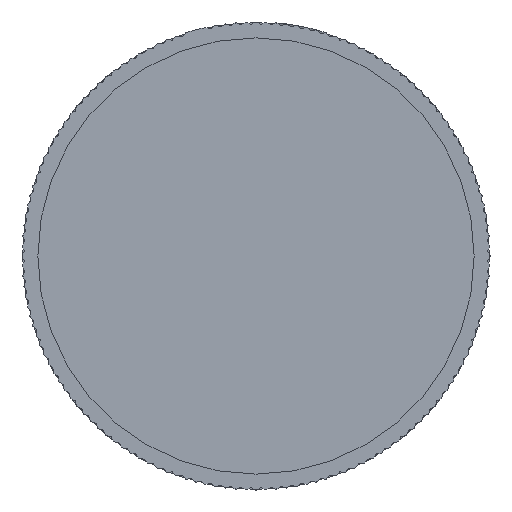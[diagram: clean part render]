
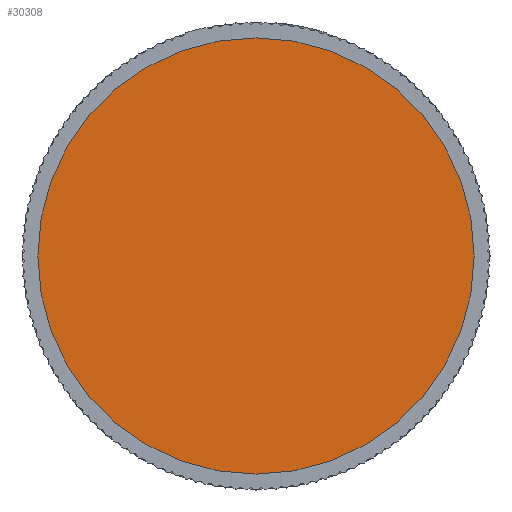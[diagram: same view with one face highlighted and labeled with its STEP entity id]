
A CAD part, front view. The second image highlights one B-rep face of the part: STEP entity #30308.
In plain terms, the highlighted planar face has unit normal (0, -1, 0).
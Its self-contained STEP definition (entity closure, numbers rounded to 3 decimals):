
#15921=CARTESIAN_POINT('',(0.,9.6,0.));
#15922=DIRECTION('',(0.,-1.,0.));
#15923=DIRECTION('',(1.,0.,0.));
#15924=AXIS2_PLACEMENT_3D('',#15921,#15922,#15923);
#15929=CARTESIAN_POINT('',(0.,9.6,0.));
#15930=DIRECTION('',(0.,-1.,0.));
#15931=DIRECTION('',(-1.,0.,0.));
#15932=AXIS2_PLACEMENT_3D('',#15929,#15930,#15931);
#18849=CARTESIAN_POINT('',(32.7,9.6,0.));
#18851=VERTEX_POINT('',#18849);
#18853=CARTESIAN_POINT('',(-32.7,9.6,0.));
#18855=VERTEX_POINT('',#18853);
#30299=CARTESIAN_POINT('',(31.513,9.6,0.));
#30300=DIRECTION('',(0.,-1.,0.));
#30301=DIRECTION('',(0.,0.,-1.));
#30302=AXIS2_PLACEMENT_3D('',#30299,#30300,#30301);
#30303=PLANE('',#30302);
#30304=ORIENTED_EDGE('',*,*,#30293,.F.);
#30305=ORIENTED_EDGE('',*,*,#30279,.F.);
#30306=EDGE_LOOP('',(#30304,#30305));
#30307=FACE_OUTER_BOUND('',#30306,.F.);
#30308=ADVANCED_FACE('',(#30307),#30303,.T.);
#15925=CIRCLE('',#15924,32.7);
#15933=CIRCLE('',#15932,32.7);
#30279=EDGE_CURVE('',#18855,#18851,#15933,.T.);
#30293=EDGE_CURVE('',#18851,#18855,#15925,.T.);
